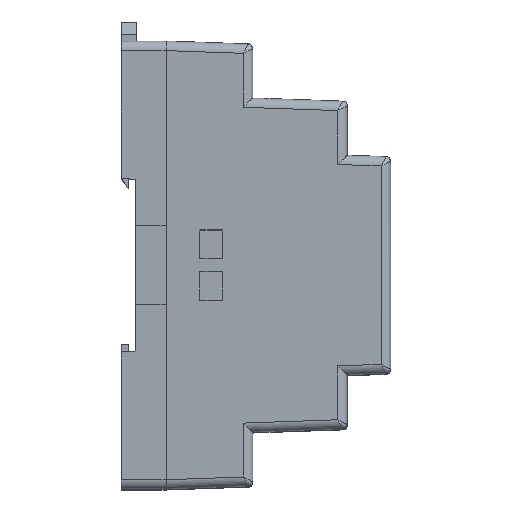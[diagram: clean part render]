
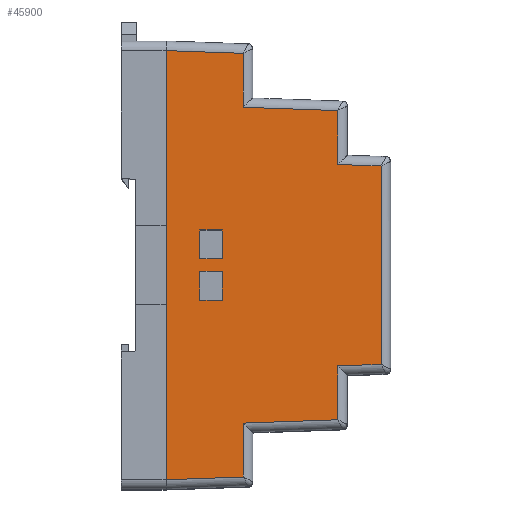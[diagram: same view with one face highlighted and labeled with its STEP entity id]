
A CAD part, top view. The second image highlights one B-rep face of the part: STEP entity #45900.
In plain terms, the highlighted face is planar.
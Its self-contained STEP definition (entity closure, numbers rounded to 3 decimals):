
#41909=CARTESIAN_POINT('',(13.15,-55.021,0.0));
#41910=VERTEX_POINT('',#41909);
#42187=CARTESIAN_POINT('',(13.15,-43.834,0.0));
#42188=VERTEX_POINT('',#42187);
#42189=CARTESIAN_POINT('',(13.15,-55.021,0.0));
#42190=DIRECTION('',(0.0,1.0,0.0));
#42191=VECTOR('',#42190,11.187);
#42192=LINE('',#42189,#42191);
#42193=EDGE_CURVE('',#41910,#42188,#42192,.T.);
#42312=CARTESIAN_POINT('',(41.75,-31.65,0.0));
#42313=VERTEX_POINT('',#42312);
#42503=CARTESIAN_POINT('',(41.75,9.487,0.0));
#42504=VERTEX_POINT('',#42503);
#42505=CARTESIAN_POINT('',(41.75,-31.65,0.0));
#42506=DIRECTION('',(0.0,1.0,0.0));
#42507=VECTOR('',#42506,41.137);
#42508=LINE('',#42505,#42507);
#42509=EDGE_CURVE('',#42313,#42504,#42508,.T.);
#42835=CARTESIAN_POINT('',(32.75,9.802,0.0));
#42836=VERTEX_POINT('',#42835);
#42837=CARTESIAN_POINT('',(41.75,9.487,0.0));
#42838=DIRECTION('',(-0.999,0.035,0.0));
#42839=VECTOR('',#42838,9.005);
#42840=LINE('',#42837,#42839);
#42841=EDGE_CURVE('',#42504,#42836,#42840,.T.);
#42968=CARTESIAN_POINT('',(32.75,20.987,0.0));
#42969=VERTEX_POINT('',#42968);
#43184=CARTESIAN_POINT('',(13.15,21.672,0.0));
#43185=VERTEX_POINT('',#43184);
#43186=CARTESIAN_POINT('',(32.75,20.987,0.0));
#43187=DIRECTION('',(-0.999,0.035,0.0));
#43188=VECTOR('',#43187,19.612);
#43189=LINE('',#43186,#43188);
#43190=EDGE_CURVE('',#42969,#43185,#43189,.T.);
#43319=CARTESIAN_POINT('',(13.15,32.859,0.0));
#43320=VERTEX_POINT('',#43319);
#43645=CARTESIAN_POINT('',(-2.85,33.418,0.0));
#43646=VERTEX_POINT('',#43645);
#43647=CARTESIAN_POINT('',(13.15,32.859,0.0));
#43648=DIRECTION('',(-0.999,0.035,0.0));
#43649=VECTOR('',#43648,16.01);
#43650=LINE('',#43647,#43649);
#43651=EDGE_CURVE('',#43320,#43646,#43650,.T.);
#43787=CARTESIAN_POINT('',(32.75,-43.15,0.0));
#43788=VERTEX_POINT('',#43787);
#44014=CARTESIAN_POINT('',(13.15,21.672,0.0));
#44015=DIRECTION('',(0.0,1.0,0.0));
#44016=VECTOR('',#44015,11.187);
#44017=LINE('',#44014,#44016);
#44018=EDGE_CURVE('',#43185,#43320,#44017,.T.);
#44031=CARTESIAN_POINT('',(32.75,9.802,0.0));
#44032=DIRECTION('',(0.0,1.0,0.0));
#44033=VECTOR('',#44032,11.186);
#44034=LINE('',#44031,#44033);
#44035=EDGE_CURVE('',#42836,#42969,#44034,.T.);
#44047=CARTESIAN_POINT('',(32.75,-31.964,0.0));
#44048=VERTEX_POINT('',#44047);
#44056=CARTESIAN_POINT('',(32.75,-31.964,0.0));
#44057=DIRECTION('',(0.999,0.035,0.0));
#44058=VECTOR('',#44057,9.005);
#44059=LINE('',#44056,#44058);
#44060=EDGE_CURVE('',#44048,#42313,#44059,.T.);
#44071=CARTESIAN_POINT('',(32.75,-43.15,0.0));
#44072=DIRECTION('',(0.0,1.0,0.0));
#44073=VECTOR('',#44072,11.186);
#44074=LINE('',#44071,#44073);
#44075=EDGE_CURVE('',#43788,#44048,#44074,.T.);
#44090=CARTESIAN_POINT('',(13.15,-43.834,0.0));
#44091=DIRECTION('',(0.999,0.035,0.0));
#44092=VECTOR('',#44091,19.612);
#44093=LINE('',#44090,#44092);
#44094=EDGE_CURVE('',#42188,#43788,#44093,.T.);
#44113=CARTESIAN_POINT('',(-2.85,-55.58,0.0));
#44114=VERTEX_POINT('',#44113);
#44122=CARTESIAN_POINT('',(-2.85,-55.58,0.0));
#44123=DIRECTION('',(0.999,0.035,0.0));
#44124=VECTOR('',#44123,16.01);
#44125=LINE('',#44122,#44124);
#44126=EDGE_CURVE('',#44114,#41910,#44125,.T.);
#44529=CARTESIAN_POINT('',(8.779,-12.381,0.0));
#44530=VERTEX_POINT('',#44529);
#44537=CARTESIAN_POINT('',(8.779,-18.381,0.0));
#44538=VERTEX_POINT('',#44537);
#44539=CARTESIAN_POINT('',(8.779,-18.381,0.0));
#44540=DIRECTION('',(0.0,1.0,0.0));
#44541=VECTOR('',#44540,6.0);
#44542=LINE('',#44539,#44541);
#44543=EDGE_CURVE('',#44538,#44530,#44542,.T.);
#44599=CARTESIAN_POINT('',(4.179,-18.381,0.0));
#44600=VERTEX_POINT('',#44599);
#44601=CARTESIAN_POINT('',(4.179,-18.381,0.0));
#44602=DIRECTION('',(1.0,0.0,0.0));
#44603=VECTOR('',#44602,4.6);
#44604=LINE('',#44601,#44603);
#44605=EDGE_CURVE('',#44600,#44538,#44604,.T.);
#44629=CARTESIAN_POINT('',(4.179,-12.381,0.0));
#44630=VERTEX_POINT('',#44629);
#44637=CARTESIAN_POINT('',(8.779,-12.381,0.0));
#44638=DIRECTION('',(-1.0,0.0,0.0));
#44639=VECTOR('',#44638,4.6);
#44640=LINE('',#44637,#44639);
#44641=EDGE_CURVE('',#44530,#44630,#44640,.T.);
#44683=CARTESIAN_POINT('',(4.179,-12.381,0.0));
#44684=DIRECTION('',(0.0,-1.0,0.0));
#44685=VECTOR('',#44684,6.);
#44686=LINE('',#44683,#44685);
#44687=EDGE_CURVE('',#44630,#44600,#44686,.T.);
#44749=CARTESIAN_POINT('',(8.779,-3.781,0.0));
#44750=VERTEX_POINT('',#44749);
#44757=CARTESIAN_POINT('',(8.779,-9.781,0.0));
#44758=VERTEX_POINT('',#44757);
#44759=CARTESIAN_POINT('',(8.779,-9.781,0.0));
#44760=DIRECTION('',(0.0,1.0,0.0));
#44761=VECTOR('',#44760,6.);
#44762=LINE('',#44759,#44761);
#44763=EDGE_CURVE('',#44758,#44750,#44762,.T.);
#44819=CARTESIAN_POINT('',(4.179,-9.781,0.0));
#44820=VERTEX_POINT('',#44819);
#44821=CARTESIAN_POINT('',(4.179,-9.781,0.0));
#44822=DIRECTION('',(1.0,0.0,0.0));
#44823=VECTOR('',#44822,4.6);
#44824=LINE('',#44821,#44823);
#44825=EDGE_CURVE('',#44820,#44758,#44824,.T.);
#44849=CARTESIAN_POINT('',(4.179,-3.781,0.0));
#44850=VERTEX_POINT('',#44849);
#44857=CARTESIAN_POINT('',(8.779,-3.781,0.0));
#44858=DIRECTION('',(-1.0,0.0,0.0));
#44859=VECTOR('',#44858,4.6);
#44860=LINE('',#44857,#44859);
#44861=EDGE_CURVE('',#44750,#44850,#44860,.T.);
#44903=CARTESIAN_POINT('',(4.179,-3.781,0.0));
#44904=DIRECTION('',(0.0,-1.0,0.0));
#44905=VECTOR('',#44904,6.0);
#44906=LINE('',#44903,#44905);
#44907=EDGE_CURVE('',#44850,#44820,#44906,.T.);
#45854=CARTESIAN_POINT('',(-2.85,-55.58,0.0));
#45855=DIRECTION('',(0.0,1.0,0.0));
#45856=VECTOR('',#45855,88.998);
#45857=LINE('',#45854,#45856);
#45858=EDGE_CURVE('',#44114,#43646,#45857,.T.);
#45869=CARTESIAN_POINT('',(17.128,-11.081,0.0));
#45870=DIRECTION('',(0.0,0.0,1.0));
#45871=DIRECTION('',(1.0,0.0,0.0));
#45872=AXIS2_PLACEMENT_3D('',#45869,#45870,#45871);
#45873=PLANE('',#45872);
#45874=ORIENTED_EDGE('',*,*,#44126,.F.);
#45875=ORIENTED_EDGE('',*,*,#45858,.T.);
#45876=ORIENTED_EDGE('',*,*,#43651,.F.);
#45877=ORIENTED_EDGE('',*,*,#44018,.F.);
#45878=ORIENTED_EDGE('',*,*,#43190,.F.);
#45879=ORIENTED_EDGE('',*,*,#44035,.F.);
#45880=ORIENTED_EDGE('',*,*,#42841,.F.);
#45881=ORIENTED_EDGE('',*,*,#42509,.F.);
#45882=ORIENTED_EDGE('',*,*,#44060,.F.);
#45883=ORIENTED_EDGE('',*,*,#44075,.F.);
#45884=ORIENTED_EDGE('',*,*,#44094,.F.);
#45885=ORIENTED_EDGE('',*,*,#42193,.F.);
#45886=EDGE_LOOP('',(#45874,#45875,#45876,#45877,#45878,#45879,#45880,#45881,#45882,#45883,#45884,#45885));
#45887=FACE_OUTER_BOUND('',#45886,.T.);
#45888=ORIENTED_EDGE('',*,*,#44687,.T.);
#45889=ORIENTED_EDGE('',*,*,#44605,.T.);
#45890=ORIENTED_EDGE('',*,*,#44543,.T.);
#45891=ORIENTED_EDGE('',*,*,#44641,.T.);
#45892=EDGE_LOOP('',(#45888,#45889,#45890,#45891));
#45893=FACE_BOUND('',#45892,.T.);
#45894=ORIENTED_EDGE('',*,*,#44907,.T.);
#45895=ORIENTED_EDGE('',*,*,#44825,.T.);
#45896=ORIENTED_EDGE('',*,*,#44763,.T.);
#45897=ORIENTED_EDGE('',*,*,#44861,.T.);
#45898=EDGE_LOOP('',(#45894,#45895,#45896,#45897));
#45899=FACE_BOUND('',#45898,.T.);
#45900=ADVANCED_FACE('',(#45887,#45893,#45899),#45873,.F.);
